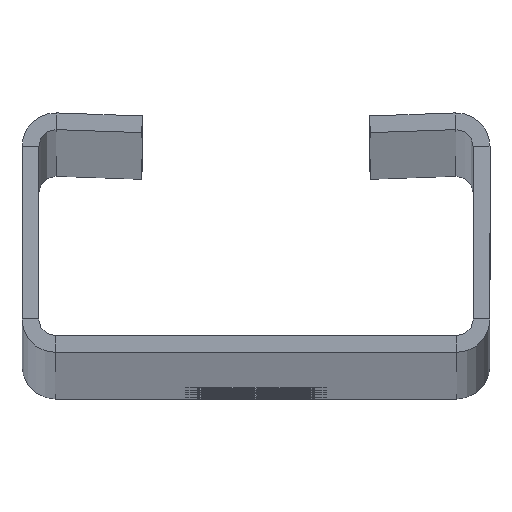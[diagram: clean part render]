
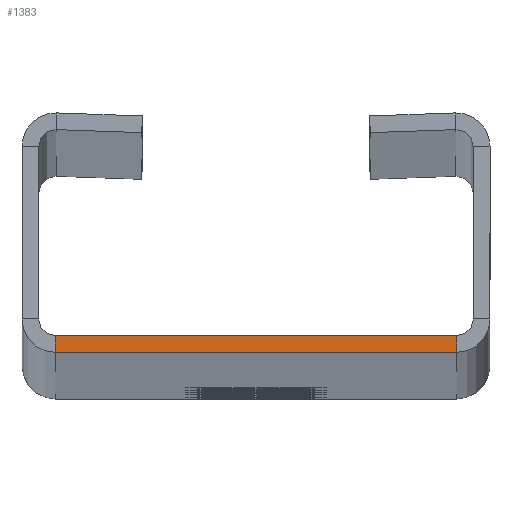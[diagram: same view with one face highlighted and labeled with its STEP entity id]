
A CAD part, top view. The second image highlights one B-rep face of the part: STEP entity #1383.
In plain terms, the highlighted planar face has unit normal (0, 0, 1).
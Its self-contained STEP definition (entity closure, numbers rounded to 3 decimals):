
#100 = EDGE_CURVE ( 'NONE', #1379, #5042, #5203, .T. ) ;
#109 = VERTEX_POINT ( 'NONE', #1785 ) ;
#219 = EDGE_CURVE ( 'NONE', #109, #655, #3132, .T. ) ;
#270 = LINE ( 'NONE', #2789, #834 ) ;
#446 = VECTOR ( 'NONE', #3052, 1000. ) ;
#614 = PLANE ( 'NONE',  #1068 ) ;
#655 = VERTEX_POINT ( 'NONE', #2670 ) ;
#834 = VECTOR ( 'NONE', #1580, 1000. ) ;
#1068 = AXIS2_PLACEMENT_3D ( 'NONE', #1470, #2655, #3125 ) ;
#1367 = CARTESIAN_POINT ( 'NONE',  ( -17.5, 1.25, 2000. ) ) ;
#1379 = VERTEX_POINT ( 'NONE', #3099 ) ;
#1383 = ADVANCED_FACE ( 'NONE', ( #3877 ), #614, .T. ) ;
#1435 = EDGE_CURVE ( 'NONE', #655, #5042, #270, .T. ) ;
#1470 = CARTESIAN_POINT ( 'NONE',  ( 16.25, 2.5, 2000. ) ) ;
#1580 = DIRECTION ( 'NONE',  ( 0., 1., 0. ) ) ;
#1785 = CARTESIAN_POINT ( 'NONE',  ( -15., 0., 2000. ) ) ;
#2085 = ORIENTED_EDGE ( 'NONE', *, *, #219, .T. ) ;
#2655 = DIRECTION ( 'NONE',  ( 0., 0., 1. ) ) ;
#2670 = CARTESIAN_POINT ( 'NONE',  ( 15., 0., 2000. ) ) ;
#2789 = CARTESIAN_POINT ( 'NONE',  ( 15., 0., 2000. ) ) ;
#2918 = CARTESIAN_POINT ( 'NONE',  ( -15., 1.25, 2000. ) ) ;
#2983 = ORIENTED_EDGE ( 'NONE', *, *, #100, .F. ) ;
#3052 = DIRECTION ( 'NONE',  ( 1., 0., 0. ) ) ;
#3099 = CARTESIAN_POINT ( 'NONE',  ( -15., 1.25, 2000. ) ) ;
#3125 = DIRECTION ( 'NONE',  ( 1., 0., 0. ) ) ;
#3132 = LINE ( 'NONE', #4818, #4874 ) ;
#3326 = DIRECTION ( 'NONE',  ( 0., -1., 0. ) ) ;
#3833 = CARTESIAN_POINT ( 'NONE',  ( 15., 1.25, 2000. ) ) ;
#3877 = FACE_OUTER_BOUND ( 'NONE', #4073, .T. ) ;
#4073 = EDGE_LOOP ( 'NONE', ( #2085, #4638, #2983, #5303 ) ) ;
#4271 = DIRECTION ( 'NONE',  ( 1., 0., 0. ) ) ;
#4586 = VECTOR ( 'NONE', #3326, 1000. ) ;
#4638 = ORIENTED_EDGE ( 'NONE', *, *, #1435, .T. ) ;
#4818 = CARTESIAN_POINT ( 'NONE',  ( -17.5, 0., 2000. ) ) ;
#4874 = VECTOR ( 'NONE', #4271, 1000. ) ;
#5040 = LINE ( 'NONE', #2918, #4586 ) ;
#5042 = VERTEX_POINT ( 'NONE', #3833 ) ;
#5044 = EDGE_CURVE ( 'NONE', #1379, #109, #5040, .T. ) ;
#5203 = LINE ( 'NONE', #1367, #446 ) ;
#5303 = ORIENTED_EDGE ( 'NONE', *, *, #5044, .T. ) ;
